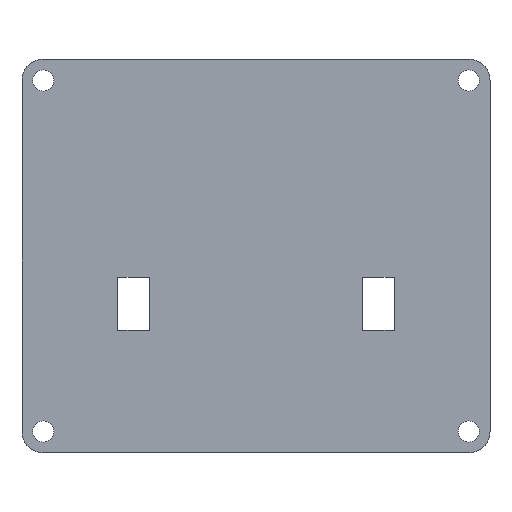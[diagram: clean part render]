
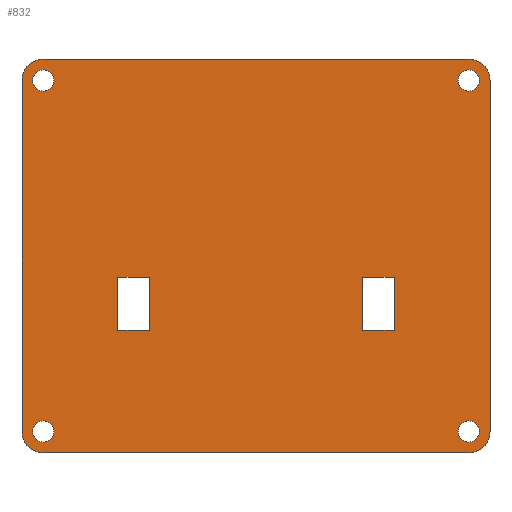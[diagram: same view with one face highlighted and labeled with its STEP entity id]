
A CAD part, top view. The second image highlights one B-rep face of the part: STEP entity #832.
In plain terms, the highlighted planar face has unit normal (0, 0, 1).
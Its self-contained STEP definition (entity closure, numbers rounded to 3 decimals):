
#36=CARTESIAN_POINT('Axis2P3D Location',(-40.,-33.,3.)) ;
#40=CARTESIAN_POINT('Vertex',(-40.,-37.,3.)) ;
#42=CARTESIAN_POINT('Vertex',(-44.,-33.,3.)) ;
#76=CARTESIAN_POINT('Line Origine',(-44.,0.,3.)) ;
#80=CARTESIAN_POINT('Vertex',(-44.,33.,3.)) ;
#107=CARTESIAN_POINT('Axis2P3D Location',(-40.,33.,3.)) ;
#111=CARTESIAN_POINT('Vertex',(-40.,37.,3.)) ;
#138=CARTESIAN_POINT('Line Origine',(0.,37.,3.)) ;
#142=CARTESIAN_POINT('Vertex',(40.,37.,3.)) ;
#169=CARTESIAN_POINT('Axis2P3D Location',(40.,33.,3.)) ;
#173=CARTESIAN_POINT('Vertex',(44.,33.,3.)) ;
#200=CARTESIAN_POINT('Line Origine',(44.,0.,3.)) ;
#204=CARTESIAN_POINT('Vertex',(44.,-33.,3.)) ;
#231=CARTESIAN_POINT('Axis2P3D Location',(40.,-33.,3.)) ;
#235=CARTESIAN_POINT('Vertex',(40.,-37.,3.)) ;
#262=CARTESIAN_POINT('Line Origine',(0.,-37.,3.)) ;
#290=CARTESIAN_POINT('Vertex',(38.,-33.,3.)) ;
#304=CARTESIAN_POINT('Vertex',(42.,-33.,3.)) ;
#307=CARTESIAN_POINT('Axis2P3D Location',(40.,-33.,3.)) ;
#324=CARTESIAN_POINT('Axis2P3D Location',(40.,-33.,3.)) ;
#347=CARTESIAN_POINT('Vertex',(-38.,-33.,3.)) ;
#361=CARTESIAN_POINT('Vertex',(-42.,-33.,3.)) ;
#364=CARTESIAN_POINT('Axis2P3D Location',(-40.,-33.,3.)) ;
#381=CARTESIAN_POINT('Axis2P3D Location',(-40.,-33.,3.)) ;
#404=CARTESIAN_POINT('Vertex',(-38.,33.,3.)) ;
#418=CARTESIAN_POINT('Vertex',(-42.,33.,3.)) ;
#421=CARTESIAN_POINT('Axis2P3D Location',(-40.,33.,3.)) ;
#438=CARTESIAN_POINT('Axis2P3D Location',(-40.,33.,3.)) ;
#461=CARTESIAN_POINT('Vertex',(38.,33.,3.)) ;
#475=CARTESIAN_POINT('Vertex',(42.,33.,3.)) ;
#478=CARTESIAN_POINT('Axis2P3D Location',(40.,33.,3.)) ;
#495=CARTESIAN_POINT('Axis2P3D Location',(40.,33.,3.)) ;
#518=CARTESIAN_POINT('Vertex',(26.,-14.,3.)) ;
#532=CARTESIAN_POINT('Vertex',(20.,-14.,3.)) ;
#535=CARTESIAN_POINT('Line Origine',(23.,-14.,3.)) ;
#558=CARTESIAN_POINT('Vertex',(26.,-4.,3.)) ;
#566=CARTESIAN_POINT('Line Origine',(26.,-9.,3.)) ;
#589=CARTESIAN_POINT('Vertex',(20.,-4.,3.)) ;
#597=CARTESIAN_POINT('Line Origine',(23.,-4.,3.)) ;
#619=CARTESIAN_POINT('Line Origine',(20.,-9.,3.)) ;
#642=CARTESIAN_POINT('Vertex',(-26.,-14.,3.)) ;
#656=CARTESIAN_POINT('Vertex',(-26.,-4.,3.)) ;
#659=CARTESIAN_POINT('Line Origine',(-26.,-9.,3.)) ;
#677=CARTESIAN_POINT('Vertex',(-20.,-14.,3.)) ;
#685=CARTESIAN_POINT('Line Origine',(-23.,-14.,3.)) ;
#708=CARTESIAN_POINT('Vertex',(-20.,-4.,3.)) ;
#716=CARTESIAN_POINT('Line Origine',(-20.,-9.,3.)) ;
#733=CARTESIAN_POINT('Line Origine',(-23.,-4.,3.)) ;
#789=CARTESIAN_POINT('Axis2P3D Location',(0.,0.,3.)) ;
#78=VECTOR('Line Direction',#77,1.) ;
#140=VECTOR('Line Direction',#139,1.) ;
#202=VECTOR('Line Direction',#201,1.) ;
#264=VECTOR('Line Direction',#263,1.) ;
#537=VECTOR('Line Direction',#536,1.) ;
#568=VECTOR('Line Direction',#567,1.) ;
#599=VECTOR('Line Direction',#598,1.) ;
#621=VECTOR('Line Direction',#620,1.) ;
#661=VECTOR('Line Direction',#660,1.) ;
#687=VECTOR('Line Direction',#686,1.) ;
#718=VECTOR('Line Direction',#717,1.) ;
#735=VECTOR('Line Direction',#734,1.) ;
#37=DIRECTION('Axis2P3D Direction',(0.,0.,-1.)) ;
#77=DIRECTION('Vector Direction',(0.,1.,0.)) ;
#108=DIRECTION('Axis2P3D Direction',(0.,0.,-1.)) ;
#139=DIRECTION('Vector Direction',(-1.,0.,0.)) ;
#170=DIRECTION('Axis2P3D Direction',(0.,0.,-1.)) ;
#201=DIRECTION('Vector Direction',(0.,-1.,0.)) ;
#232=DIRECTION('Axis2P3D Direction',(0.,0.,-1.)) ;
#263=DIRECTION('Vector Direction',(1.,0.,0.)) ;
#308=DIRECTION('Axis2P3D Direction',(0.,0.,-1.)) ;
#325=DIRECTION('Axis2P3D Direction',(0.,0.,-1.)) ;
#365=DIRECTION('Axis2P3D Direction',(0.,0.,-1.)) ;
#382=DIRECTION('Axis2P3D Direction',(0.,0.,-1.)) ;
#422=DIRECTION('Axis2P3D Direction',(0.,0.,-1.)) ;
#439=DIRECTION('Axis2P3D Direction',(0.,0.,-1.)) ;
#479=DIRECTION('Axis2P3D Direction',(0.,0.,-1.)) ;
#496=DIRECTION('Axis2P3D Direction',(0.,0.,-1.)) ;
#536=DIRECTION('Vector Direction',(1.,0.,0.)) ;
#567=DIRECTION('Vector Direction',(0.,-1.,0.)) ;
#598=DIRECTION('Vector Direction',(-1.,0.,0.)) ;
#620=DIRECTION('Vector Direction',(0.,1.,0.)) ;
#660=DIRECTION('Vector Direction',(0.,-1.,0.)) ;
#686=DIRECTION('Vector Direction',(-1.,0.,0.)) ;
#717=DIRECTION('Vector Direction',(0.,1.,0.)) ;
#734=DIRECTION('Vector Direction',(1.,0.,0.)) ;
#790=DIRECTION('Axis2P3D Direction',(0.,0.,-1.)) ;
#791=DIRECTION('Axis2P3D XDirection',(1.,0.,0.)) ;
#38=AXIS2_PLACEMENT_3D('Circle Axis2P3D',#36,#37,$) ;
#109=AXIS2_PLACEMENT_3D('Circle Axis2P3D',#107,#108,$) ;
#171=AXIS2_PLACEMENT_3D('Circle Axis2P3D',#169,#170,$) ;
#233=AXIS2_PLACEMENT_3D('Circle Axis2P3D',#231,#232,$) ;
#309=AXIS2_PLACEMENT_3D('Circle Axis2P3D',#307,#308,$) ;
#326=AXIS2_PLACEMENT_3D('Circle Axis2P3D',#324,#325,$) ;
#366=AXIS2_PLACEMENT_3D('Circle Axis2P3D',#364,#365,$) ;
#383=AXIS2_PLACEMENT_3D('Circle Axis2P3D',#381,#382,$) ;
#423=AXIS2_PLACEMENT_3D('Circle Axis2P3D',#421,#422,$) ;
#440=AXIS2_PLACEMENT_3D('Circle Axis2P3D',#438,#439,$) ;
#480=AXIS2_PLACEMENT_3D('Circle Axis2P3D',#478,#479,$) ;
#497=AXIS2_PLACEMENT_3D('Circle Axis2P3D',#495,#496,$) ;
#792=AXIS2_PLACEMENT_3D('Plane Axis2P3D',#789,#790,#791) ;
#79=LINE('Line',#76,#78) ;
#141=LINE('Line',#138,#140) ;
#203=LINE('Line',#200,#202) ;
#265=LINE('Line',#262,#264) ;
#538=LINE('Line',#535,#537) ;
#569=LINE('Line',#566,#568) ;
#600=LINE('Line',#597,#599) ;
#622=LINE('Line',#619,#621) ;
#662=LINE('Line',#659,#661) ;
#688=LINE('Line',#685,#687) ;
#719=LINE('Line',#716,#718) ;
#736=LINE('Line',#733,#735) ;
#39=CIRCLE('generated circle',#38,4.) ;
#110=CIRCLE('generated circle',#109,4.) ;
#172=CIRCLE('generated circle',#171,4.) ;
#234=CIRCLE('generated circle',#233,4.) ;
#310=CIRCLE('generated circle',#309,2.) ;
#327=CIRCLE('generated circle',#326,2.) ;
#367=CIRCLE('generated circle',#366,2.) ;
#384=CIRCLE('generated circle',#383,2.) ;
#424=CIRCLE('generated circle',#423,2.) ;
#441=CIRCLE('generated circle',#440,2.) ;
#481=CIRCLE('generated circle',#480,2.) ;
#498=CIRCLE('generated circle',#497,2.) ;
#793=PLANE('',#792) ;
#807=FACE_BOUND('',#804,.T.) ;
#811=FACE_BOUND('',#808,.T.) ;
#815=FACE_BOUND('',#812,.T.) ;
#819=FACE_BOUND('',#816,.T.) ;
#825=FACE_BOUND('',#820,.T.) ;
#831=FACE_BOUND('',#826,.T.) ;
#44=EDGE_CURVE('',#41,#43,#39,.T.) ;
#82=EDGE_CURVE('',#43,#81,#79,.T.) ;
#113=EDGE_CURVE('',#81,#112,#110,.T.) ;
#144=EDGE_CURVE('',#112,#143,#141,.F.) ;
#175=EDGE_CURVE('',#143,#174,#172,.T.) ;
#206=EDGE_CURVE('',#174,#205,#203,.T.) ;
#237=EDGE_CURVE('',#205,#236,#234,.T.) ;
#266=EDGE_CURVE('',#236,#41,#265,.F.) ;
#311=EDGE_CURVE('',#291,#305,#310,.T.) ;
#328=EDGE_CURVE('',#305,#291,#327,.T.) ;
#368=EDGE_CURVE('',#348,#362,#367,.T.) ;
#385=EDGE_CURVE('',#362,#348,#384,.T.) ;
#425=EDGE_CURVE('',#405,#419,#424,.T.) ;
#442=EDGE_CURVE('',#419,#405,#441,.T.) ;
#482=EDGE_CURVE('',#462,#476,#481,.T.) ;
#499=EDGE_CURVE('',#476,#462,#498,.T.) ;
#539=EDGE_CURVE('',#519,#533,#538,.F.) ;
#570=EDGE_CURVE('',#559,#519,#569,.T.) ;
#601=EDGE_CURVE('',#590,#559,#600,.F.) ;
#623=EDGE_CURVE('',#533,#590,#622,.T.) ;
#663=EDGE_CURVE('',#643,#657,#662,.F.) ;
#689=EDGE_CURVE('',#678,#643,#688,.T.) ;
#720=EDGE_CURVE('',#709,#678,#719,.F.) ;
#737=EDGE_CURVE('',#657,#709,#736,.T.) ;
#795=ORIENTED_EDGE('',*,*,#266,.F.) ;
#796=ORIENTED_EDGE('',*,*,#237,.F.) ;
#797=ORIENTED_EDGE('',*,*,#206,.F.) ;
#798=ORIENTED_EDGE('',*,*,#175,.F.) ;
#799=ORIENTED_EDGE('',*,*,#144,.F.) ;
#800=ORIENTED_EDGE('',*,*,#113,.F.) ;
#801=ORIENTED_EDGE('',*,*,#82,.F.) ;
#802=ORIENTED_EDGE('',*,*,#44,.F.) ;
#805=ORIENTED_EDGE('',*,*,#328,.T.) ;
#806=ORIENTED_EDGE('',*,*,#311,.T.) ;
#809=ORIENTED_EDGE('',*,*,#385,.T.) ;
#810=ORIENTED_EDGE('',*,*,#368,.T.) ;
#813=ORIENTED_EDGE('',*,*,#442,.T.) ;
#814=ORIENTED_EDGE('',*,*,#425,.T.) ;
#817=ORIENTED_EDGE('',*,*,#499,.T.) ;
#818=ORIENTED_EDGE('',*,*,#482,.T.) ;
#821=ORIENTED_EDGE('',*,*,#623,.T.) ;
#822=ORIENTED_EDGE('',*,*,#601,.T.) ;
#823=ORIENTED_EDGE('',*,*,#570,.T.) ;
#824=ORIENTED_EDGE('',*,*,#539,.T.) ;
#827=ORIENTED_EDGE('',*,*,#737,.T.) ;
#828=ORIENTED_EDGE('',*,*,#720,.T.) ;
#829=ORIENTED_EDGE('',*,*,#689,.T.) ;
#830=ORIENTED_EDGE('',*,*,#663,.T.) ;
#794=EDGE_LOOP('',(#795,#796,#797,#798,#799,#800,#801,#802)) ;
#804=EDGE_LOOP('',(#805,#806)) ;
#808=EDGE_LOOP('',(#809,#810)) ;
#812=EDGE_LOOP('',(#813,#814)) ;
#816=EDGE_LOOP('',(#817,#818)) ;
#820=EDGE_LOOP('',(#821,#822,#823,#824)) ;
#826=EDGE_LOOP('',(#827,#828,#829,#830)) ;
#41=VERTEX_POINT('',#40) ;
#43=VERTEX_POINT('',#42) ;
#81=VERTEX_POINT('',#80) ;
#112=VERTEX_POINT('',#111) ;
#143=VERTEX_POINT('',#142) ;
#174=VERTEX_POINT('',#173) ;
#205=VERTEX_POINT('',#204) ;
#236=VERTEX_POINT('',#235) ;
#291=VERTEX_POINT('',#290) ;
#305=VERTEX_POINT('',#304) ;
#348=VERTEX_POINT('',#347) ;
#362=VERTEX_POINT('',#361) ;
#405=VERTEX_POINT('',#404) ;
#419=VERTEX_POINT('',#418) ;
#462=VERTEX_POINT('',#461) ;
#476=VERTEX_POINT('',#475) ;
#519=VERTEX_POINT('',#518) ;
#533=VERTEX_POINT('',#532) ;
#559=VERTEX_POINT('',#558) ;
#590=VERTEX_POINT('',#589) ;
#643=VERTEX_POINT('',#642) ;
#657=VERTEX_POINT('',#656) ;
#678=VERTEX_POINT('',#677) ;
#709=VERTEX_POINT('',#708) ;
#832=ADVANCED_FACE('PartBody',(#803,#807,#811,#815,#819,#825,#831),#793,.F.) ;
#803=FACE_OUTER_BOUND('',#794,.T.) ;
